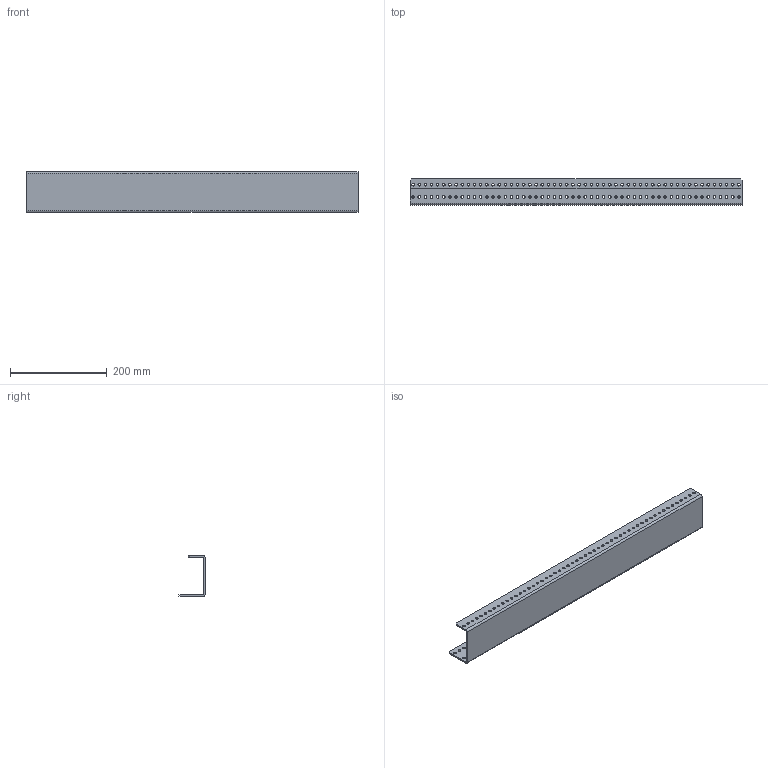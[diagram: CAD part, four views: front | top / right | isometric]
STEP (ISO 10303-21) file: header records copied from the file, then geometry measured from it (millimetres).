
FILE_DESCRIPTION (( 'STEP AP214' ), '1' );
FILE_NAME ('am-3920 AM14U4 End Plate Long.step', '2018-12-20T18:50:30', ( '' ), ( '' ), 'SwSTEP 2.0', 'SolidWorks 2018', '' );
FILE_SCHEMA (( 'AUTOMOTIVE_DESIGN' ));
Length unit declared in the file: inch
Products named in the file (1): am-3920 AM14U4 End Plate Long
Bounding box: 685.8 x 53.98 x 84.58 mm (x, y, z)
Volume: 347966.7 mm3; surface area: 233190.4 mm2
Topology: 1 solids, 1 shells, 350 faces, 1028 edges, 680 vertices
Faces by surface type: cylinder 328, plane 22
Entity records: 12708 total; most frequent: DIRECTION 2386, CARTESIAN_POINT 2059, ORIENTED_EDGE 2056, EDGE_CURVE 1028, AXIS2_PLACEMENT_3D 1007, VERTEX_POINT 680, EDGE_LOOP 674, CIRCLE 656
